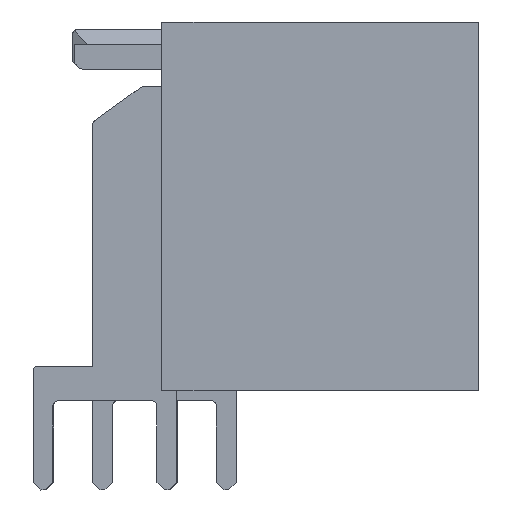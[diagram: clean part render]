
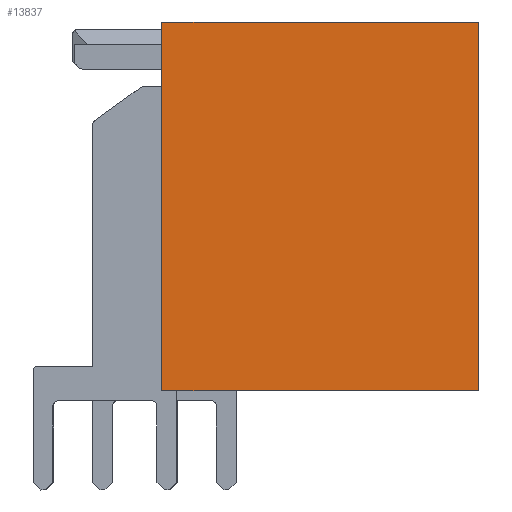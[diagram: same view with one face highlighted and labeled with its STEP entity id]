
A CAD part, left-side view. The second image highlights one B-rep face of the part: STEP entity #13837.
In plain terms, the highlighted face is planar.
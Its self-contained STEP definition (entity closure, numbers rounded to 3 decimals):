
#1608=ORIENTED_EDGE('',*,*,#4031,.F.);
#1609=ORIENTED_EDGE('',*,*,#4130,.F.);
#1610=ORIENTED_EDGE('',*,*,#4040,.F.);
#1611=ORIENTED_EDGE('',*,*,#4023,.F.);
#4023=EDGE_CURVE('',#5323,#5324,#6479,.T.);
#4031=EDGE_CURVE('',#5329,#5323,#6487,.T.);
#4040=EDGE_CURVE('',#5324,#5334,#6496,.T.);
#4130=EDGE_CURVE('',#5334,#5329,#6586,.T.);
#5323=VERTEX_POINT('',#18984);
#5324=VERTEX_POINT('',#18986);
#5329=VERTEX_POINT('',#19000);
#5334=VERTEX_POINT('',#19021);
#6479=LINE('',#18985,#7899);
#6487=LINE('',#19001,#7907);
#6496=LINE('',#19020,#7916);
#6586=LINE('',#19178,#8006);
#7899=VECTOR('',#16013,1000.);
#7907=VECTOR('',#16025,1000.);
#7916=VECTOR('',#16046,1000.);
#8006=VECTOR('',#16218,1000.);
#8799=EDGE_LOOP('',(#1608,#1609,#1610,#1611));
#9329=FACE_BOUND('',#8799,.T.);
#9839=PLANE('',#14381);
#13837=ADVANCED_FACE('',(#9329),#9839,.F.);
#14381=AXIS2_PLACEMENT_3D('',#19177,#16216,#16217);
#16013=DIRECTION('',(0.,0.,1.));
#16025=DIRECTION('',(-1.,0.,0.));
#16046=DIRECTION('',(1.,0.,0.));
#16216=DIRECTION('',(0.,1.,0.));
#16217=DIRECTION('',(1.,0.,0.));
#16218=DIRECTION('',(0.,0.,-1.));
#18984=CARTESIAN_POINT('',(-4.604,0.,-9.247));
#18985=CARTESIAN_POINT('',(-4.604,0.,-9.247));
#18986=CARTESIAN_POINT('',(-4.604,0.001,5.653));
#19000=CARTESIAN_POINT('',(8.196,-0.002,-9.247));
#19001=CARTESIAN_POINT('',(8.196,-0.002,-9.247));
#19020=CARTESIAN_POINT('',(-4.604,0.001,5.653));
#19021=CARTESIAN_POINT('',(8.196,0.,5.653));
#19177=CARTESIAN_POINT('',(1.796,0.,-1.797));
#19178=CARTESIAN_POINT('',(8.196,0.,5.653));
